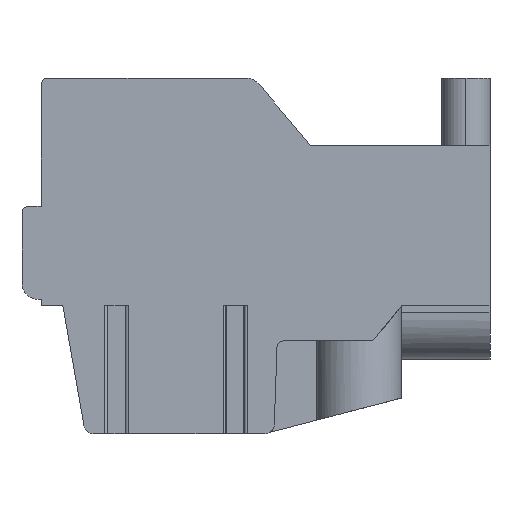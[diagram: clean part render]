
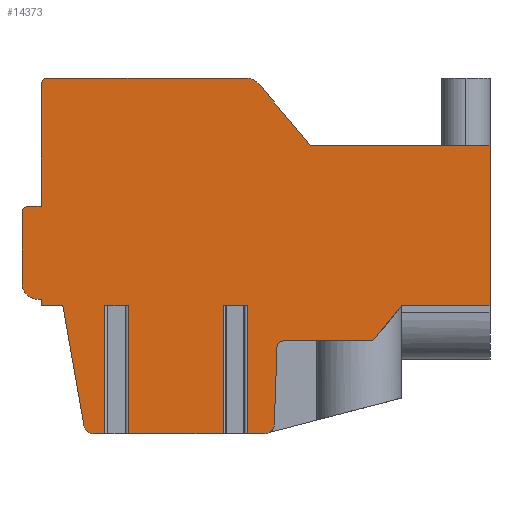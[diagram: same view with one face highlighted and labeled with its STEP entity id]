
A CAD part, front view. The second image highlights one B-rep face of the part: STEP entity #14373.
In plain terms, the highlighted planar face has unit normal (0, -1, 0).
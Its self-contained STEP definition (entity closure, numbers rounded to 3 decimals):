
#1=DIRECTION('',(1.,0.,0.));
#2=VECTOR('',#1,0.746);
#3=CARTESIAN_POINT('',(-12.023,0.,-7.186));
#4=LINE('',#3,#2);
#5=DIRECTION('',(0.,0.,-1.));
#6=VECTOR('',#5,4.);
#7=CARTESIAN_POINT('',(-12.023,0.,-7.186));
#8=LINE('',#7,#6);
#9=DIRECTION('',(-1.,0.,0.));
#10=VECTOR('',#9,0.348);
#11=CARTESIAN_POINT('',(-12.023,0.,-11.186));
#12=LINE('',#11,#10);
#13=CARTESIAN_POINT('',(-12.371,0.,-10.886));
#14=DIRECTION('',(0.,1.,0.));
#15=DIRECTION('',(0.,0.,-1.));
#16=AXIS2_PLACEMENT_3D('',#13,#14,#15);
#18=DIRECTION('',(-0.174,0.,0.985));
#19=VECTOR('',#18,3.81);
#20=CARTESIAN_POINT('',(-12.667,0.,-10.938));
#21=LINE('',#20,#19);
#22=DIRECTION('',(-1.,0.,0.));
#23=VECTOR('',#22,0.672);
#24=CARTESIAN_POINT('',(-13.328,0.,-7.186));
#25=LINE('',#24,#23);
#26=DIRECTION('',(0.,0.,1.));
#27=VECTOR('',#26,0.2);
#28=CARTESIAN_POINT('',(-14.,0.,-7.186));
#29=LINE('',#28,#27);
#30=DIRECTION('',(-1.,0.,0.));
#31=VECTOR('',#30,0.1);
#32=CARTESIAN_POINT('',(-14.,0.,-6.986));
#33=LINE('',#32,#31);
#34=CARTESIAN_POINT('',(-14.1,0.,-6.486));
#35=DIRECTION('',(0.,1.,0.));
#36=DIRECTION('',(0.,0.,-1.));
#37=AXIS2_PLACEMENT_3D('',#34,#35,#36);
#39=DIRECTION('',(0.,0.,1.));
#40=VECTOR('',#39,2.2);
#41=CARTESIAN_POINT('',(-14.6,0.,-6.486));
#42=LINE('',#41,#40);
#43=CARTESIAN_POINT('',(-14.4,0.,-4.286));
#44=DIRECTION('',(0.,1.,0.));
#45=DIRECTION('',(-1.,0.,0.));
#46=AXIS2_PLACEMENT_3D('',#43,#44,#45);
#48=DIRECTION('',(1.,0.,0.));
#49=VECTOR('',#48,0.4);
#50=CARTESIAN_POINT('',(-14.4,0.,-4.086));
#51=LINE('',#50,#49);
#52=DIRECTION('',(0.,0.,1.));
#53=VECTOR('',#52,3.8);
#54=CARTESIAN_POINT('',(-14.,0.,-4.086));
#55=LINE('',#54,#53);
#56=CARTESIAN_POINT('',(-13.8,0.,-0.286));
#57=DIRECTION('',(0.,1.,0.));
#58=DIRECTION('',(-1.,0.,0.));
#59=AXIS2_PLACEMENT_3D('',#56,#57,#58);
#61=DIRECTION('',(1.,0.,0.));
#62=VECTOR('',#61,6.205);
#63=CARTESIAN_POINT('',(-13.8,0.,-0.086));
#64=LINE('',#63,#62);
#65=CARTESIAN_POINT('',(-7.595,0.,-0.586));
#66=DIRECTION('',(0.,1.,0.));
#67=DIRECTION('',(0.,0.,1.));
#68=AXIS2_PLACEMENT_3D('',#65,#66,#67);
#70=DIRECTION('',(0.643,0.,-0.766));
#71=VECTOR('',#70,2.508);
#72=CARTESIAN_POINT('',(-7.212,0.,-0.264));
#73=LINE('',#72,#71);
#74=DIRECTION('',(1.,0.,0.));
#75=VECTOR('',#74,5.6);
#76=CARTESIAN_POINT('',(-5.6,0.,-2.186));
#77=LINE('',#76,#75);
#78=DIRECTION('',(0.,0.,-1.));
#79=VECTOR('',#78,5.);
#80=CARTESIAN_POINT('',(0.,0.,-2.186));
#81=LINE('',#80,#79);
#82=DIRECTION('',(-1.,0.,0.));
#83=VECTOR('',#82,2.75);
#84=CARTESIAN_POINT('',(0.,0.,-7.186));
#85=LINE('',#84,#83);
#86=DIRECTION('',(-0.635,0.,-0.773));
#87=VECTOR('',#86,1.423);
#88=CARTESIAN_POINT('',(-2.75,0.,-7.186));
#89=LINE('',#88,#87);
#90=DIRECTION('',(-1.,0.,0.));
#91=VECTOR('',#90,2.792);
#92=CARTESIAN_POINT('',(-3.653,0.,-8.286));
#93=LINE('',#92,#91);
#94=CARTESIAN_POINT('',(-6.445,0.,-8.486));
#95=DIRECTION('',(0.,-1.,0.));
#96=DIRECTION('',(0.,0.,1.));
#97=AXIS2_PLACEMENT_3D('',#94,#95,#96);
#99=DIRECTION('',(-0.035,0.,-0.999));
#100=VECTOR('',#99,2.419);
#101=CARTESIAN_POINT('',(-6.645,0.,-8.479));
#102=LINE('',#101,#100);
#103=CARTESIAN_POINT('',(-7.029,0.,-10.886));
#104=DIRECTION('',(0.,1.,0.));
#105=DIRECTION('',(0.999,0.,-0.035));
#106=AXIS2_PLACEMENT_3D('',#103,#104,#105);
#108=DIRECTION('',(-1.,0.,0.));
#109=VECTOR('',#108,0.547);
#110=CARTESIAN_POINT('',(-7.029,0.,-11.186));
#111=LINE('',#110,#109);
#112=DIRECTION('',(0.,0.,-1.));
#113=VECTOR('',#112,4.);
#114=CARTESIAN_POINT('',(-7.577,0.,-7.186));
#115=LINE('',#114,#113);
#116=DIRECTION('',(1.,0.,0.));
#117=VECTOR('',#116,0.746);
#118=CARTESIAN_POINT('',(-8.323,0.,-7.186));
#119=LINE('',#118,#117);
#120=DIRECTION('',(0.,0.,-1.));
#121=VECTOR('',#120,4.);
#122=CARTESIAN_POINT('',(-8.323,0.,-7.186));
#123=LINE('',#122,#121);
#124=DIRECTION('',(-1.,0.,0.));
#125=VECTOR('',#124,2.954);
#126=CARTESIAN_POINT('',(-8.323,0.,-11.186));
#127=LINE('',#126,#125);
#128=DIRECTION('',(0.,0.,-1.));
#129=VECTOR('',#128,4.);
#130=CARTESIAN_POINT('',(-11.277,0.,-7.186));
#131=LINE('',#130,#129);
#11250=CARTESIAN_POINT('',(-14.6,0.,-6.486));
#11251=CARTESIAN_POINT('',(-14.6,0.,-4.286));
#11252=VERTEX_POINT('',#11250);
#11253=VERTEX_POINT('',#11251);
#11254=CARTESIAN_POINT('',(-14.4,0.,-4.086));
#11255=VERTEX_POINT('',#11254);
#11256=CARTESIAN_POINT('',(-14.,0.,-4.086));
#11257=VERTEX_POINT('',#11256);
#11258=CARTESIAN_POINT('',(-14.,0.,-0.286));
#11259=VERTEX_POINT('',#11258);
#11260=CARTESIAN_POINT('',(-13.8,0.,-0.086));
#11261=VERTEX_POINT('',#11260);
#11262=CARTESIAN_POINT('',(-7.595,0.,-0.086));
#11263=VERTEX_POINT('',#11262);
#11264=CARTESIAN_POINT('',(-7.212,0.,-0.264));
#11265=VERTEX_POINT('',#11264);
#11266=CARTESIAN_POINT('',(-5.6,0.,-2.186));
#11267=VERTEX_POINT('',#11266);
#11268=CARTESIAN_POINT('',(0.,0.,-2.186));
#11269=VERTEX_POINT('',#11268);
#11270=CARTESIAN_POINT('',(0.,0.,-7.186));
#11271=VERTEX_POINT('',#11270);
#11272=CARTESIAN_POINT('',(-2.75,0.,-7.186));
#11273=VERTEX_POINT('',#11272);
#11274=CARTESIAN_POINT('',(-3.653,0.,-8.286));
#11275=VERTEX_POINT('',#11274);
#11276=CARTESIAN_POINT('',(-6.445,0.,-8.286));
#11277=VERTEX_POINT('',#11276);
#11278=CARTESIAN_POINT('',(-6.645,0.,-8.479));
#11279=VERTEX_POINT('',#11278);
#11280=CARTESIAN_POINT('',(-6.73,0.,-10.896));
#11281=VERTEX_POINT('',#11280);
#11282=CARTESIAN_POINT('',(-7.029,0.,-11.186));
#11283=VERTEX_POINT('',#11282);
#11284=CARTESIAN_POINT('',(-12.371,0.,-11.186));
#11285=CARTESIAN_POINT('',(-12.667,0.,-10.938));
#11286=VERTEX_POINT('',#11284);
#11287=VERTEX_POINT('',#11285);
#11288=CARTESIAN_POINT('',(-13.328,0.,-7.186));
#11289=VERTEX_POINT('',#11288);
#11290=CARTESIAN_POINT('',(-14.,0.,-7.186));
#11291=VERTEX_POINT('',#11290);
#11292=CARTESIAN_POINT('',(-14.,0.,-6.986));
#11293=VERTEX_POINT('',#11292);
#11294=CARTESIAN_POINT('',(-14.1,0.,-6.986));
#11295=VERTEX_POINT('',#11294);
#11741=CARTESIAN_POINT('',(-12.023,0.,-7.186));
#11742=CARTESIAN_POINT('',(-11.277,0.,-7.186));
#11743=VERTEX_POINT('',#11741);
#11744=VERTEX_POINT('',#11742);
#11745=CARTESIAN_POINT('',(-8.323,0.,-7.186));
#11746=CARTESIAN_POINT('',(-7.577,0.,-7.186));
#11747=VERTEX_POINT('',#11745);
#11748=VERTEX_POINT('',#11746);
#11749=CARTESIAN_POINT('',(-11.277,0.,-11.186));
#11750=VERTEX_POINT('',#11749);
#11751=CARTESIAN_POINT('',(-12.023,0.,-11.186));
#11752=VERTEX_POINT('',#11751);
#11753=CARTESIAN_POINT('',(-8.323,0.,-11.186));
#11754=VERTEX_POINT('',#11753);
#11755=CARTESIAN_POINT('',(-7.577,0.,-11.186));
#11756=VERTEX_POINT('',#11755);
#14304=CARTESIAN_POINT('',(0.,0.,0.));
#14305=DIRECTION('',(0.,1.,0.));
#14306=DIRECTION('',(1.,0.,0.));
#14307=AXIS2_PLACEMENT_3D('',#14304,#14305,#14306);
#14308=PLANE('',#14307);
#14310=ORIENTED_EDGE('',*,*,#14309,.F.);
#14312=ORIENTED_EDGE('',*,*,#14311,.T.);
#14314=ORIENTED_EDGE('',*,*,#14313,.T.);
#14316=ORIENTED_EDGE('',*,*,#14315,.T.);
#14318=ORIENTED_EDGE('',*,*,#14317,.T.);
#14320=ORIENTED_EDGE('',*,*,#14319,.T.);
#14322=ORIENTED_EDGE('',*,*,#14321,.T.);
#14324=ORIENTED_EDGE('',*,*,#14323,.T.);
#14326=ORIENTED_EDGE('',*,*,#14325,.T.);
#14328=ORIENTED_EDGE('',*,*,#14327,.T.);
#14330=ORIENTED_EDGE('',*,*,#14329,.T.);
#14332=ORIENTED_EDGE('',*,*,#14331,.T.);
#14334=ORIENTED_EDGE('',*,*,#14333,.T.);
#14336=ORIENTED_EDGE('',*,*,#14335,.T.);
#14338=ORIENTED_EDGE('',*,*,#14337,.T.);
#14340=ORIENTED_EDGE('',*,*,#14339,.T.);
#14342=ORIENTED_EDGE('',*,*,#14341,.T.);
#14344=ORIENTED_EDGE('',*,*,#14343,.T.);
#14346=ORIENTED_EDGE('',*,*,#14345,.T.);
#14348=ORIENTED_EDGE('',*,*,#14347,.T.);
#14350=ORIENTED_EDGE('',*,*,#14349,.T.);
#14352=ORIENTED_EDGE('',*,*,#14351,.T.);
#14354=ORIENTED_EDGE('',*,*,#14353,.T.);
#14356=ORIENTED_EDGE('',*,*,#14355,.T.);
#14358=ORIENTED_EDGE('',*,*,#14357,.T.);
#14360=ORIENTED_EDGE('',*,*,#14359,.T.);
#14362=ORIENTED_EDGE('',*,*,#14361,.F.);
#14364=ORIENTED_EDGE('',*,*,#14363,.F.);
#14366=ORIENTED_EDGE('',*,*,#14365,.T.);
#14368=ORIENTED_EDGE('',*,*,#14367,.T.);
#14370=ORIENTED_EDGE('',*,*,#14369,.F.);
#14371=EDGE_LOOP('',(#14310,#14312,#14314,#14316,#14318,#14320,#14322,#14324,
#14326,#14328,#14330,#14332,#14334,#14336,#14338,#14340,#14342,#14344,#14346,
#14348,#14350,#14352,#14354,#14356,#14358,#14360,#14362,#14364,#14366,#14368,
#14370));
#14372=FACE_OUTER_BOUND('',#14371,.F.);
#14373=ADVANCED_FACE('',(#14372),#14308,.F.);
#17=CIRCLE('',#16,0.3);
#38=CIRCLE('',#37,0.5);
#47=CIRCLE('',#46,0.2);
#60=CIRCLE('',#59,0.2);
#69=CIRCLE('',#68,0.5);
#98=CIRCLE('',#97,0.2);
#107=CIRCLE('',#106,0.3);
#14309=EDGE_CURVE('',#11743,#11744,#4,.T.);
#14311=EDGE_CURVE('',#11743,#11752,#8,.T.);
#14313=EDGE_CURVE('',#11752,#11286,#12,.T.);
#14315=EDGE_CURVE('',#11286,#11287,#17,.T.);
#14317=EDGE_CURVE('',#11287,#11289,#21,.T.);
#14319=EDGE_CURVE('',#11289,#11291,#25,.T.);
#14321=EDGE_CURVE('',#11291,#11293,#29,.T.);
#14323=EDGE_CURVE('',#11293,#11295,#33,.T.);
#14325=EDGE_CURVE('',#11295,#11252,#38,.T.);
#14327=EDGE_CURVE('',#11252,#11253,#42,.T.);
#14329=EDGE_CURVE('',#11253,#11255,#47,.T.);
#14331=EDGE_CURVE('',#11255,#11257,#51,.T.);
#14333=EDGE_CURVE('',#11257,#11259,#55,.T.);
#14335=EDGE_CURVE('',#11259,#11261,#60,.T.);
#14337=EDGE_CURVE('',#11261,#11263,#64,.T.);
#14339=EDGE_CURVE('',#11263,#11265,#69,.T.);
#14341=EDGE_CURVE('',#11265,#11267,#73,.T.);
#14343=EDGE_CURVE('',#11267,#11269,#77,.T.);
#14345=EDGE_CURVE('',#11269,#11271,#81,.T.);
#14347=EDGE_CURVE('',#11271,#11273,#85,.T.);
#14349=EDGE_CURVE('',#11273,#11275,#89,.T.);
#14351=EDGE_CURVE('',#11275,#11277,#93,.T.);
#14353=EDGE_CURVE('',#11277,#11279,#98,.T.);
#14355=EDGE_CURVE('',#11279,#11281,#102,.T.);
#14357=EDGE_CURVE('',#11281,#11283,#107,.T.);
#14359=EDGE_CURVE('',#11283,#11756,#111,.T.);
#14361=EDGE_CURVE('',#11748,#11756,#115,.T.);
#14363=EDGE_CURVE('',#11747,#11748,#119,.T.);
#14365=EDGE_CURVE('',#11747,#11754,#123,.T.);
#14367=EDGE_CURVE('',#11754,#11750,#127,.T.);
#14369=EDGE_CURVE('',#11744,#11750,#131,.T.);
